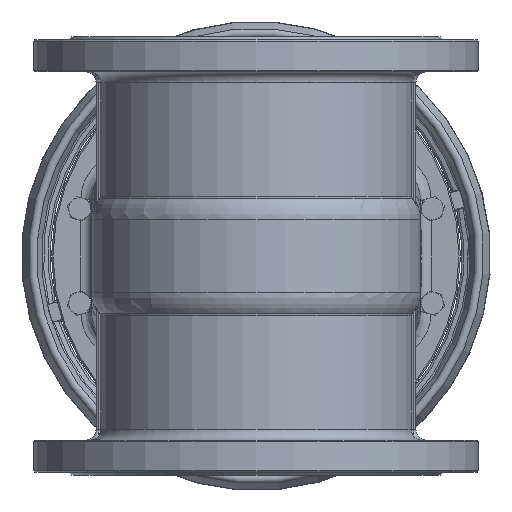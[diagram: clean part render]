
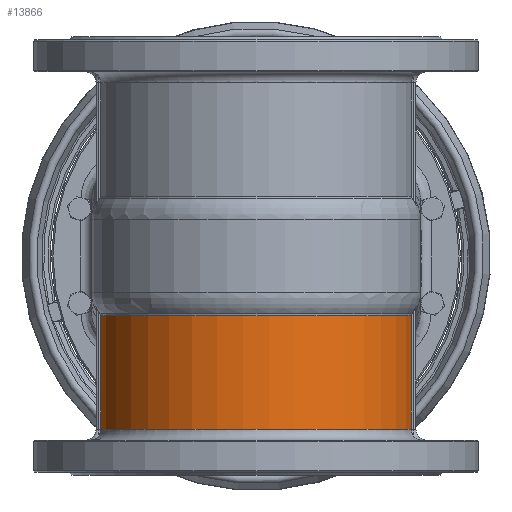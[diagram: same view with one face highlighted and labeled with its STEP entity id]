
A CAD part, front view. The second image highlights one B-rep face of the part: STEP entity #13866.
In plain terms, the highlighted cylindrical face has radius 215 mm (diameter 430 mm), a partial arc.
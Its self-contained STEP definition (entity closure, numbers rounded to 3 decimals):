
#1012=LINE('',#20810,#1784);
#1013=LINE('',#20813,#1785);
#1784=VECTOR('',#16630,10.);
#1785=VECTOR('',#16633,10.);
#2551=CYLINDRICAL_SURFACE('',#14933,215.);
#2813=FACE_OUTER_BOUND('',#3636,.T.);
#3636=EDGE_LOOP('',(#9076,#9077,#9078,#9079));
#4595=CIRCLE('',#14880,215.);
#4634=CIRCLE('',#14934,215.);
#5681=VERTEX_POINT('',#20536);
#5683=VERTEX_POINT('',#20546);
#5734=VERTEX_POINT('',#20809);
#5735=VERTEX_POINT('',#20811);
#6956=EDGE_CURVE('',#5681,#5683,#4595,.T.);
#7020=EDGE_CURVE('',#5681,#5734,#1012,.T.);
#7021=EDGE_CURVE('',#5735,#5734,#4634,.T.);
#7022=EDGE_CURVE('',#5683,#5735,#1013,.T.);
#9076=ORIENTED_EDGE('',*,*,#6956,.F.);
#9077=ORIENTED_EDGE('',*,*,#7020,.T.);
#9078=ORIENTED_EDGE('',*,*,#7021,.F.);
#9079=ORIENTED_EDGE('',*,*,#7022,.F.);
#13866=ADVANCED_FACE('',(#2813),#2551,.T.);
#14880=AXIS2_PLACEMENT_3D('',#20547,#16511,#16512);
#14933=AXIS2_PLACEMENT_3D('',#20808,#16628,#16629);
#14934=AXIS2_PLACEMENT_3D('',#20812,#16631,#16632);
#16511=DIRECTION('center_axis',(0.,0.,-1.));
#16512=DIRECTION('ref_axis',(0.,-1.,0.));
#16628=DIRECTION('center_axis',(0.,0.,1.));
#16629=DIRECTION('ref_axis',(1.,0.,0.));
#16630=DIRECTION('',(0.,0.,1.));
#16631=DIRECTION('center_axis',(0.,0.,1.));
#16632=DIRECTION('ref_axis',(0.,-1.,0.));
#16633=DIRECTION('',(0.,0.,1.));
#20536=CARTESIAN_POINT('',(212.897,-30.,63.));
#20546=CARTESIAN_POINT('',(-212.897,-30.,63.));
#20547=CARTESIAN_POINT('Origin',(0.,0.,63.));
#20808=CARTESIAN_POINT('Origin',(0.,0.,36.));
#20809=CARTESIAN_POINT('',(212.897,-30.,218.377));
#20810=CARTESIAN_POINT('',(212.897,-30.,36.));
#20811=CARTESIAN_POINT('',(-212.897,-30.,218.377));
#20812=CARTESIAN_POINT('Origin',(0.,0.,218.377));
#20813=CARTESIAN_POINT('',(-212.897,-30.,36.));
